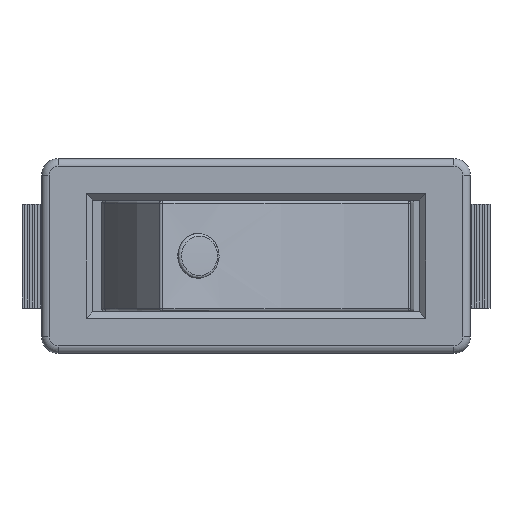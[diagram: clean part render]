
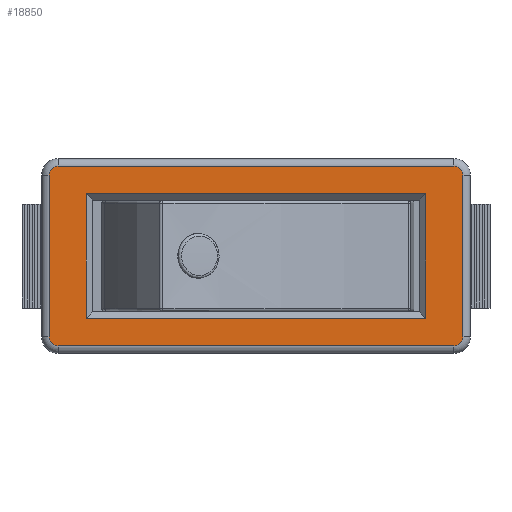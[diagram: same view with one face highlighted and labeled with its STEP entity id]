
A CAD part, top view. The second image highlights one B-rep face of the part: STEP entity #18850.
In plain terms, the highlighted planar face has unit normal (0, 0, 1).
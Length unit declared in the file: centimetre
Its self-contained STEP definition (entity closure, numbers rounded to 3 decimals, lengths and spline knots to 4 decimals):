
#1115=FACE_BOUND('',#3234,.T.);
#2118=FACE_OUTER_BOUND('',#3233,.T.);
#3233=EDGE_LOOP('',(#17042,#17043,#17044,#17045,#17046,#17047,#17048,#17049));
#3234=EDGE_LOOP('',(#17050,#17051,#17052,#17053));
#3405=CIRCLE('',#19721,0.07);
#3406=CIRCLE('',#19722,0.07);
#3407=CIRCLE('',#19723,0.07);
#3408=CIRCLE('',#19724,0.07);
#5320=LINE('',#32879,#7257);
#5324=LINE('',#32886,#7261);
#5327=LINE('',#32892,#7264);
#5329=LINE('',#32895,#7266);
#5335=LINE('',#32909,#7272);
#5336=LINE('',#32913,#7273);
#5337=LINE('',#32917,#7274);
#5338=LINE('',#32921,#7275);
#7257=VECTOR('',#23313,1.);
#7261=VECTOR('',#23319,1.);
#7264=VECTOR('',#23324,1.);
#7266=VECTOR('',#23328,1.);
#7272=VECTOR('',#23340,1.);
#7273=VECTOR('',#23343,1.);
#7274=VECTOR('',#23346,1.);
#7275=VECTOR('',#23349,1.);
#9053=VERTEX_POINT('',#32876);
#9054=VERTEX_POINT('',#32878);
#9056=VERTEX_POINT('',#32884);
#9058=VERTEX_POINT('',#32890);
#9062=VERTEX_POINT('',#32907);
#9063=VERTEX_POINT('',#32908);
#9064=VERTEX_POINT('',#32910);
#9065=VERTEX_POINT('',#32912);
#9066=VERTEX_POINT('',#32914);
#9067=VERTEX_POINT('',#32916);
#9068=VERTEX_POINT('',#32918);
#9069=VERTEX_POINT('',#32920);
#11737=EDGE_CURVE('',#9053,#9054,#5320,.T.);
#11741=EDGE_CURVE('',#9056,#9053,#5324,.T.);
#11744=EDGE_CURVE('',#9058,#9056,#5327,.T.);
#11746=EDGE_CURVE('',#9054,#9058,#5329,.T.);
#11752=EDGE_CURVE('',#9062,#9063,#5335,.T.);
#11753=EDGE_CURVE('',#9064,#9062,#3405,.T.);
#11754=EDGE_CURVE('',#9065,#9064,#5336,.T.);
#11755=EDGE_CURVE('',#9066,#9065,#3406,.T.);
#11756=EDGE_CURVE('',#9067,#9066,#5337,.T.);
#11757=EDGE_CURVE('',#9068,#9067,#3407,.T.);
#11758=EDGE_CURVE('',#9069,#9068,#5338,.T.);
#11759=EDGE_CURVE('',#9063,#9069,#3408,.T.);
#17042=ORIENTED_EDGE('',*,*,#11752,.F.);
#17043=ORIENTED_EDGE('',*,*,#11753,.F.);
#17044=ORIENTED_EDGE('',*,*,#11754,.F.);
#17045=ORIENTED_EDGE('',*,*,#11755,.F.);
#17046=ORIENTED_EDGE('',*,*,#11756,.F.);
#17047=ORIENTED_EDGE('',*,*,#11757,.F.);
#17048=ORIENTED_EDGE('',*,*,#11758,.F.);
#17049=ORIENTED_EDGE('',*,*,#11759,.F.);
#17050=ORIENTED_EDGE('',*,*,#11737,.F.);
#17051=ORIENTED_EDGE('',*,*,#11741,.F.);
#17052=ORIENTED_EDGE('',*,*,#11744,.F.);
#17053=ORIENTED_EDGE('',*,*,#11746,.F.);
#17844=PLANE('',#19720);
#18850=ADVANCED_FACE('',(#2118,#1115),#17844,.T.);
#19720=AXIS2_PLACEMENT_3D('',#32906,#23338,#23339);
#19721=AXIS2_PLACEMENT_3D('',#32911,#23341,#23342);
#19722=AXIS2_PLACEMENT_3D('',#32915,#23344,#23345);
#19723=AXIS2_PLACEMENT_3D('',#32919,#23347,#23348);
#19724=AXIS2_PLACEMENT_3D('',#32922,#23350,#23351);
#23313=DIRECTION('',(1.,0.,0.));
#23319=DIRECTION('',(0.,-1.,0.));
#23324=DIRECTION('',(-1.,0.,0.));
#23328=DIRECTION('',(0.,1.,0.));
#23338=DIRECTION('center_axis',(0.,0.,
1.));
#23339=DIRECTION('ref_axis',(1.,0.,0.));
#23340=DIRECTION('',(0.,1.,0.));
#23341=DIRECTION('center_axis',(0.,0.,
-1.));
#23342=DIRECTION('ref_axis',(-0.707,-0.707,0.));
#23343=DIRECTION('',(-1.,0.,0.));
#23344=DIRECTION('center_axis',(0.,0.,
-1.));
#23345=DIRECTION('ref_axis',(0.707,-0.707,0.));
#23346=DIRECTION('',(0.,-1.,0.));
#23347=DIRECTION('center_axis',(0.,0.,
-1.));
#23348=DIRECTION('ref_axis',(0.707,0.707,0.));
#23349=DIRECTION('',(1.,0.,0.));
#23350=DIRECTION('center_axis',(0.,0.,
-1.));
#23351=DIRECTION('ref_axis',(-0.707,0.707,0.));
#32876=CARTESIAN_POINT('',(-1.305,-0.48,1.9));
#32878=CARTESIAN_POINT('',(1.305,-0.48,1.9));
#32879=CARTESIAN_POINT('',(0.6775,-0.48,1.9));
#32884=CARTESIAN_POINT('',(-1.305,0.48,1.9));
#32886=CARTESIAN_POINT('',(-1.305,-0.265,1.9));
#32890=CARTESIAN_POINT('',(1.305,0.48,1.9));
#32892=CARTESIAN_POINT('',(-0.6775,0.48,1.9));
#32895=CARTESIAN_POINT('',(1.305,0.265,1.9));
#32906=CARTESIAN_POINT('Origin',(0.,0.,
1.9));
#32907=CARTESIAN_POINT('',(-1.59,-0.62,1.9));
#32908=CARTESIAN_POINT('',(-1.59,0.62,1.9));
#32909=CARTESIAN_POINT('',(-1.59,-0.31,1.9));
#32910=CARTESIAN_POINT('',(-1.52,-0.69,1.9));
#32911=CARTESIAN_POINT('Origin',(-1.52,-0.62,1.9));
#32912=CARTESIAN_POINT('',(1.52,-0.69,1.9));
#32913=CARTESIAN_POINT('',(0.76,-0.69,1.9));
#32914=CARTESIAN_POINT('',(1.59,-0.62,1.9));
#32915=CARTESIAN_POINT('Origin',(1.52,-0.62,1.9));
#32916=CARTESIAN_POINT('',(1.59,0.62,1.9));
#32917=CARTESIAN_POINT('',(1.59,0.31,1.9));
#32918=CARTESIAN_POINT('',(1.52,0.69,1.9));
#32919=CARTESIAN_POINT('Origin',(1.52,0.62,1.9));
#32920=CARTESIAN_POINT('',(-1.52,0.69,1.9));
#32921=CARTESIAN_POINT('',(-0.76,0.69,1.9));
#32922=CARTESIAN_POINT('Origin',(-1.52,0.62,1.9));
